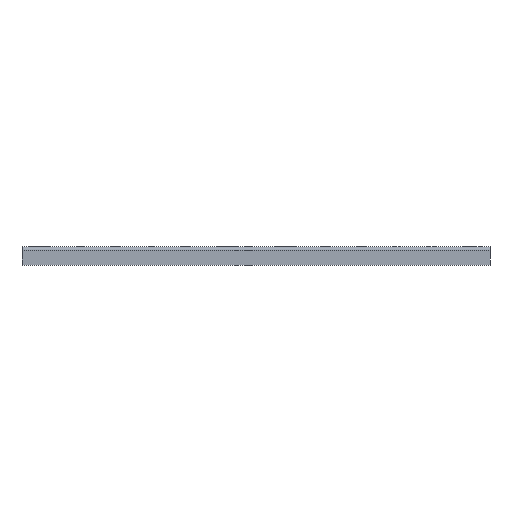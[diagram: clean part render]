
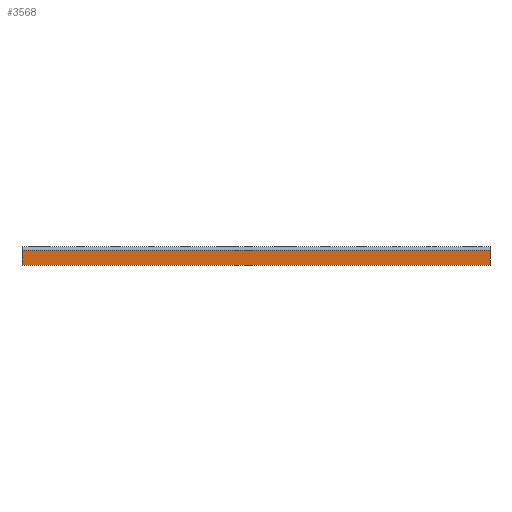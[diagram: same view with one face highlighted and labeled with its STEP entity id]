
A CAD part, front view. The second image highlights one B-rep face of the part: STEP entity #3568.
In plain terms, the highlighted planar face has unit normal (0, -1, 0).
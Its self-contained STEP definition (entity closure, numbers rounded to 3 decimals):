
#5=DIRECTION('',(0.,0.,-1.));
#6=VECTOR('',#5,16.);
#7=CARTESIAN_POINT('',(250.,0.,-4.));
#8=LINE('',#7,#6);
#21=DIRECTION('',(1.,0.,0.));
#22=VECTOR('',#21,500.);
#23=CARTESIAN_POINT('',(-250.,0.,-20.));
#24=LINE('',#23,#22);
#29=DIRECTION('',(0.,0.,-1.));
#30=VECTOR('',#29,16.);
#31=CARTESIAN_POINT('',(-250.,0.,-4.));
#32=LINE('',#31,#30);
#37=DIRECTION('',(1.,0.,0.));
#38=VECTOR('',#37,500.);
#39=CARTESIAN_POINT('',(-250.,0.,-4.));
#40=LINE('',#39,#38);
#3235=CARTESIAN_POINT('',(250.,0.,-4.));
#3236=CARTESIAN_POINT('',(250.,0.,-20.));
#3237=VERTEX_POINT('',#3235);
#3238=VERTEX_POINT('',#3236);
#3243=CARTESIAN_POINT('',(-250.,0.,-4.));
#3244=CARTESIAN_POINT('',(-250.,0.,-20.));
#3245=VERTEX_POINT('',#3243);
#3246=VERTEX_POINT('',#3244);
#3556=CARTESIAN_POINT('',(250.,0.,-20.));
#3557=DIRECTION('',(0.,-1.,0.));
#3558=DIRECTION('',(0.,0.,-1.));
#3559=AXIS2_PLACEMENT_3D('',#3556,#3557,#3558);
#3560=PLANE('',#3559);
#3561=ORIENTED_EDGE('',*,*,#3536,.F.);
#3562=ORIENTED_EDGE('',*,*,#3547,.F.);
#3564=ORIENTED_EDGE('',*,*,#3563,.T.);
#3565=ORIENTED_EDGE('',*,*,#3506,.T.);
#3566=EDGE_LOOP('',(#3561,#3562,#3564,#3565));
#3567=FACE_OUTER_BOUND('',#3566,.F.);
#3568=ADVANCED_FACE('',(#3567),#3560,.T.);
#3506=EDGE_CURVE('',#3237,#3238,#8,.T.);
#3536=EDGE_CURVE('',#3246,#3238,#24,.T.);
#3547=EDGE_CURVE('',#3245,#3246,#32,.T.);
#3563=EDGE_CURVE('',#3245,#3237,#40,.T.);
